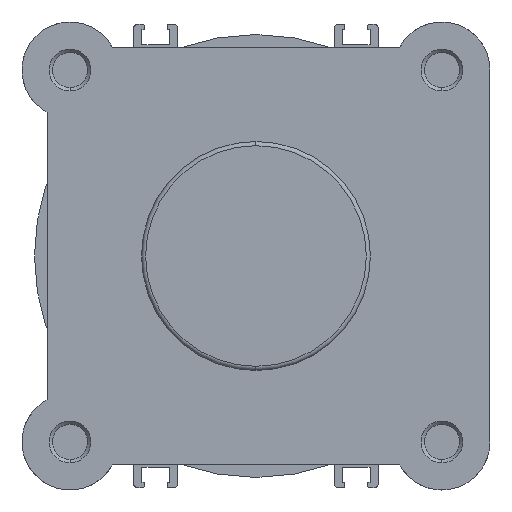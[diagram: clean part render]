
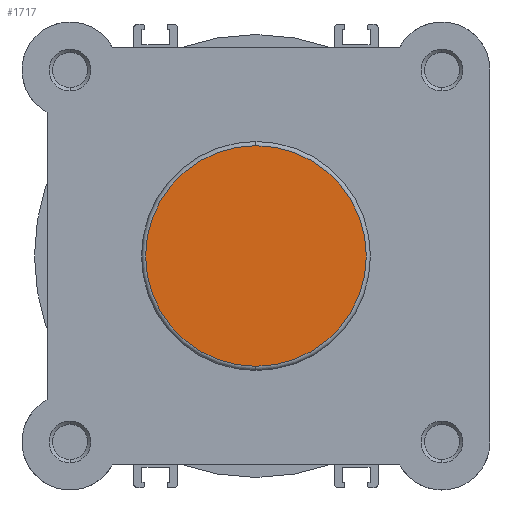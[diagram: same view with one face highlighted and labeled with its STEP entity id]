
A CAD part, left-side view. The second image highlights one B-rep face of the part: STEP entity #1717.
In plain terms, the highlighted planar face has unit normal (-1, 0, 0).
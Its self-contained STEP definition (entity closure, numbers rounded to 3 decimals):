
#448 = CIRCLE ( 'NONE', #6150, 26.4 ) ;
#1288 = AXIS2_PLACEMENT_3D ( 'NONE', #1365, #1372, #1373 ) ;
#1365 = CARTESIAN_POINT ( 'NONE',  ( 0., 0., 0. ) ) ;
#1372 = DIRECTION ( 'NONE',  ( -1., 0., 0. ) ) ;
#1373 = DIRECTION ( 'NONE',  ( 0., 0., -1. ) ) ;
#1717 = ADVANCED_FACE ( 'NONE', ( #5213 ), #6473, .F. ) ;
#1904 = CARTESIAN_POINT ( 'NONE',  ( 0., 0., 0. ) ) ;
#1905 = DIRECTION ( 'NONE',  ( -1., 0., 0. ) ) ;
#1906 = DIRECTION ( 'NONE',  ( 0., 0., -1. ) ) ;
#3168 = CIRCLE ( 'NONE', #1288, 26.4 ) ;
#3592 = VERTEX_POINT ( 'NONE', #7232 ) ;
#3593 = VERTEX_POINT ( 'NONE', #7233 ) ;
#3996 = ORIENTED_EDGE ( 'NONE', *, *, #5299, .T. ) ;
#3997 = ORIENTED_EDGE ( 'NONE', *, *, #5757, .T. ) ;
#5213 = FACE_OUTER_BOUND ( 'NONE', #6303, .T. ) ;
#5299 = EDGE_CURVE ( 'NONE', #3593, #3592, #448, .T. ) ;
#5757 = EDGE_CURVE ( 'NONE', #3592, #3593, #3168, .T. ) ;
#5852 = AXIS2_PLACEMENT_3D ( 'NONE', #6476, #6485, #6486 ) ;
#6150 = AXIS2_PLACEMENT_3D ( 'NONE', #1904, #1905, #1906 ) ;
#6303 = EDGE_LOOP ( 'NONE', ( #3997, #3996 ) ) ;
#6473 = PLANE ( 'NONE',  #5852 ) ;
#6476 = CARTESIAN_POINT ( 'NONE',  ( 0., 27.4, 0. ) ) ;
#6485 = DIRECTION ( 'NONE',  ( 1., 0., 0. ) ) ;
#6486 = DIRECTION ( 'NONE',  ( 0., 0., -1. ) ) ;
#7232 = CARTESIAN_POINT ( 'NONE',  ( 0., 0., -26.4 ) ) ;
#7233 = CARTESIAN_POINT ( 'NONE',  ( 0., 0., 26.4 ) ) ;
